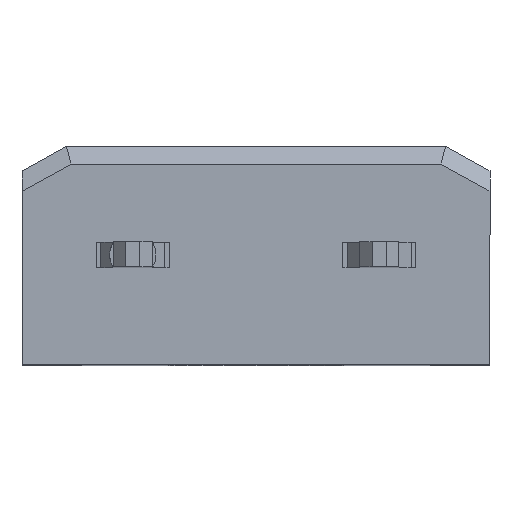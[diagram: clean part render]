
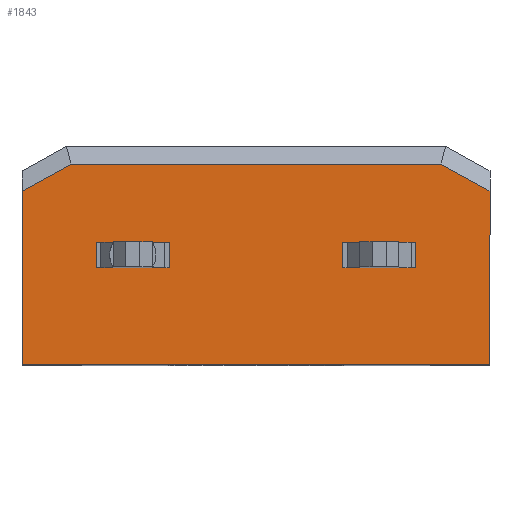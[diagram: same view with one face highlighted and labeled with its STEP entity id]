
A CAD part, top view. The second image highlights one B-rep face of the part: STEP entity #1843.
In plain terms, the highlighted planar face has unit normal (0, 0, 1).
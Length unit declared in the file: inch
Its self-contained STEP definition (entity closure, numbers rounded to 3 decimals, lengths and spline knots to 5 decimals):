
#23 = LINE ( 'NONE', #1759, #1669 ) ;
#37 = EDGE_CURVE ( 'NONE', #168, #3056, #1100, .T. ) ;
#38 = ORIENTED_EDGE ( 'NONE', *, *, #2949, .F. ) ;
#93 = LINE ( 'NONE', #3135, #1440 ) ;
#98 = CARTESIAN_POINT ( 'NONE',  ( -0.11616, 0.31037, 0.0425 ) ) ;
#99 = EDGE_CURVE ( 'NONE', #3056, #2823, #3275, .T. ) ;
#117 = LINE ( 'NONE', #3164, #1347 ) ;
#147 = FACE_BOUND ( 'NONE', #1155, .T. ) ;
#158 = CARTESIAN_POINT ( 'NONE',  ( -0.11575, 0.07835, 0.0425 ) ) ;
#159 = VECTOR ( 'NONE', #2385, 39.37008 ) ;
#166 = DIRECTION ( 'NONE',  ( 1., 0., 0. ) ) ;
#168 = VERTEX_POINT ( 'NONE', #923 ) ;
#188 = CARTESIAN_POINT ( 'NONE',  ( 0.15019, 0.16273, 0.0425 ) ) ;
#221 = VERTEX_POINT ( 'NONE', #158 ) ;
#270 = ORIENTED_EDGE ( 'NONE', *, *, #99, .T. ) ;
#316 = AXIS2_PLACEMENT_3D ( 'NONE', #387, #1405, #2957 ) ;
#365 = LINE ( 'NONE', #1606, #2889 ) ;
#387 = CARTESIAN_POINT ( 'NONE',  ( -0.19, 0.17717, 0.0425 ) ) ;
#582 = LINE ( 'NONE', #618, #2468 ) ;
#614 = EDGE_LOOP ( 'NONE', ( #38, #1783, #2784, #2763 ) ) ;
#616 = DIRECTION ( 'NONE',  ( 1., 0., 0. ) ) ;
#618 = CARTESIAN_POINT ( 'NONE',  ( 0.08425, 0.09882, 0.0425 ) ) ;
#639 = FACE_OUTER_BOUND ( 'NONE', #2916, .T. ) ;
#670 = CARTESIAN_POINT ( 'NONE',  ( 0.08425, 0.09882, 0.0425 ) ) ;
#704 = VECTOR ( 'NONE', #2862, 39.37008 ) ;
#814 = ORIENTED_EDGE ( 'NONE', *, *, #3092, .F. ) ;
#827 = EDGE_CURVE ( 'NONE', #1655, #2404, #365, .T. ) ;
#847 = EDGE_CURVE ( 'NONE', #168, #2404, #93, .T. ) ;
#923 = CARTESIAN_POINT ( 'NONE',  ( 0.19, 0.14066, 0.0425 ) ) ;
#943 = ORIENTED_EDGE ( 'NONE', *, *, #2892, .T. ) ;
#951 = VERTEX_POINT ( 'NONE', #2362 ) ;
#1013 = VERTEX_POINT ( 'NONE', #2426 ) ;
#1030 = VERTEX_POINT ( 'NONE', #2125 ) ;
#1100 = LINE ( 'NONE', #98, #2504 ) ;
#1123 = DIRECTION ( 'NONE',  ( 1., 0., 0. ) ) ;
#1127 = CARTESIAN_POINT ( 'NONE',  ( 0.08425, 0.07835, 0.0425 ) ) ;
#1147 = DIRECTION ( 'NONE',  ( -1., 0., 0. ) ) ;
#1155 = EDGE_LOOP ( 'NONE', ( #2173, #814, #1307, #1787 ) ) ;
#1200 = EDGE_CURVE ( 'NONE', #2749, #1030, #3292, .T. ) ;
#1236 = VERTEX_POINT ( 'NONE', #2031 ) ;
#1254 = CARTESIAN_POINT ( 'NONE',  ( -0.11575, 0.09882, 0.0425 ) ) ;
#1299 = VECTOR ( 'NONE', #2030, 39.37008 ) ;
#1307 = ORIENTED_EDGE ( 'NONE', *, *, #1549, .F. ) ;
#1308 = DIRECTION ( 'NONE',  ( 0., 1., 0. ) ) ;
#1347 = VECTOR ( 'NONE', #1906, 39.37008 ) ;
#1376 = VECTOR ( 'NONE', #1619, 39.37008 ) ;
#1378 = EDGE_CURVE ( 'NONE', #1236, #951, #3112, .T. ) ;
#1405 = DIRECTION ( 'NONE',  ( 0., 0., 1. ) ) ;
#1407 = CARTESIAN_POINT ( 'NONE',  ( -0.19, 0.16273, 0.0425 ) ) ;
#1437 = CARTESIAN_POINT ( 'NONE',  ( -0.11575, 0.07835, 0.0425 ) ) ;
#1440 = VECTOR ( 'NONE', #3151, 39.37008 ) ;
#1482 = LINE ( 'NONE', #1254, #3049 ) ;
#1549 = EDGE_CURVE ( 'NONE', #221, #2466, #2441, .T. ) ;
#1559 = CARTESIAN_POINT ( 'NONE',  ( -0.08425, 0.07835, 0.0425 ) ) ;
#1606 = CARTESIAN_POINT ( 'NONE',  ( -0.19, 0., 0.0425 ) ) ;
#1619 = DIRECTION ( 'NONE',  ( -1., 0., 0. ) ) ;
#1633 = DIRECTION ( 'NONE',  ( -0.875, 0.485, 0. ) ) ;
#1655 = VERTEX_POINT ( 'NONE', #3281 ) ;
#1662 = FACE_BOUND ( 'NONE', #614, .T. ) ;
#1669 = VECTOR ( 'NONE', #1308, 39.37008 ) ;
#1740 = CARTESIAN_POINT ( 'NONE',  ( 0.11575, 0.07835, 0.0425 ) ) ;
#1759 = CARTESIAN_POINT ( 'NONE',  ( -0.08425, 0.09882, 0.0425 ) ) ;
#1778 = CARTESIAN_POINT ( 'NONE',  ( 0.08425, 0.09882, 0.0425 ) ) ;
#1783 = ORIENTED_EDGE ( 'NONE', *, *, #1200, .F. ) ;
#1787 = ORIENTED_EDGE ( 'NONE', *, *, #3114, .F. ) ;
#1826 = VECTOR ( 'NONE', #1938, 39.37008 ) ;
#1843 = ADVANCED_FACE ( 'NONE', ( #639, #1662, #147 ), #2674, .T. ) ;
#1906 = DIRECTION ( 'NONE',  ( -0.875, -0.485, 0. ) ) ;
#1938 = DIRECTION ( 'NONE',  ( -1., 0., 0. ) ) ;
#2015 = CARTESIAN_POINT ( 'NONE',  ( 0.19, 0., 0.0425 ) ) ;
#2030 = DIRECTION ( 'NONE',  ( 0., -1., 0. ) ) ;
#2031 = CARTESIAN_POINT ( 'NONE',  ( -0.08425, 0.09882, 0.0425 ) ) ;
#2043 = CARTESIAN_POINT ( 'NONE',  ( -0.15019, 0.16273, 0.0425 ) ) ;
#2123 = CARTESIAN_POINT ( 'NONE',  ( -0.11575, 0.09882, 0.0425 ) ) ;
#2125 = CARTESIAN_POINT ( 'NONE',  ( 0.11575, 0.09882, 0.0425 ) ) ;
#2129 = CARTESIAN_POINT ( 'NONE',  ( 0.11575, 0.09882, 0.0425 ) ) ;
#2173 = ORIENTED_EDGE ( 'NONE', *, *, #1378, .F. ) ;
#2233 = VECTOR ( 'NONE', #166, 39.37008 ) ;
#2276 = ORIENTED_EDGE ( 'NONE', *, *, #37, .T. ) ;
#2279 = EDGE_CURVE ( 'NONE', #2823, #1013, #117, .T. ) ;
#2316 = DIRECTION ( 'NONE',  ( 0., -1., 0. ) ) ;
#2362 = CARTESIAN_POINT ( 'NONE',  ( -0.11575, 0.09882, 0.0425 ) ) ;
#2385 = DIRECTION ( 'NONE',  ( 0., 1., 0. ) ) ;
#2404 = VERTEX_POINT ( 'NONE', #2015 ) ;
#2426 = CARTESIAN_POINT ( 'NONE',  ( -0.19, 0.14066, 0.0425 ) ) ;
#2441 = LINE ( 'NONE', #1437, #2233 ) ;
#2466 = VERTEX_POINT ( 'NONE', #1559 ) ;
#2468 = VECTOR ( 'NONE', #1147, 39.37008 ) ;
#2504 = VECTOR ( 'NONE', #1633, 39.37008 ) ;
#2574 = ORIENTED_EDGE ( 'NONE', *, *, #847, .F. ) ;
#2658 = EDGE_CURVE ( 'NONE', #2853, #2749, #3140, .T. ) ;
#2674 = PLANE ( 'NONE',  #316 ) ;
#2697 = VERTEX_POINT ( 'NONE', #670 ) ;
#2749 = VERTEX_POINT ( 'NONE', #1740 ) ;
#2763 = ORIENTED_EDGE ( 'NONE', *, *, #3131, .F. ) ;
#2784 = ORIENTED_EDGE ( 'NONE', *, *, #2658, .F. ) ;
#2823 = VERTEX_POINT ( 'NONE', #2043 ) ;
#2826 = LINE ( 'NONE', #1778, #1299 ) ;
#2853 = VERTEX_POINT ( 'NONE', #3079 ) ;
#2862 = DIRECTION ( 'NONE',  ( 0., -1., 0. ) ) ;
#2883 = CARTESIAN_POINT ( 'NONE',  ( -0.19, 0.17717, 0.0425 ) ) ;
#2889 = VECTOR ( 'NONE', #1123, 39.37008 ) ;
#2892 = EDGE_CURVE ( 'NONE', #1013, #1655, #3128, .T. ) ;
#2916 = EDGE_LOOP ( 'NONE', ( #3137, #2574, #2276, #270, #3012, #943 ) ) ;
#2949 = EDGE_CURVE ( 'NONE', #1030, #2697, #582, .T. ) ;
#2957 = DIRECTION ( 'NONE',  ( 0., -1., 0. ) ) ;
#3012 = ORIENTED_EDGE ( 'NONE', *, *, #2279, .T. ) ;
#3049 = VECTOR ( 'NONE', #2316, 39.37008 ) ;
#3056 = VERTEX_POINT ( 'NONE', #188 ) ;
#3079 = CARTESIAN_POINT ( 'NONE',  ( 0.08425, 0.07835, 0.0425 ) ) ;
#3092 = EDGE_CURVE ( 'NONE', #2466, #1236, #23, .T. ) ;
#3112 = LINE ( 'NONE', #2123, #1376 ) ;
#3113 = VECTOR ( 'NONE', #616, 39.37008 ) ;
#3114 = EDGE_CURVE ( 'NONE', #951, #221, #1482, .T. ) ;
#3128 = LINE ( 'NONE', #2883, #704 ) ;
#3131 = EDGE_CURVE ( 'NONE', #2697, #2853, #2826, .T. ) ;
#3135 = CARTESIAN_POINT ( 'NONE',  ( 0.19, 0.17717, 0.0425 ) ) ;
#3137 = ORIENTED_EDGE ( 'NONE', *, *, #827, .T. ) ;
#3140 = LINE ( 'NONE', #1127, #3113 ) ;
#3151 = DIRECTION ( 'NONE',  ( 0., -1., 0. ) ) ;
#3164 = CARTESIAN_POINT ( 'NONE',  ( -0.17452, 0.14924, 0.0425 ) ) ;
#3275 = LINE ( 'NONE', #1407, #1826 ) ;
#3281 = CARTESIAN_POINT ( 'NONE',  ( -0.19, 0., 0.0425 ) ) ;
#3292 = LINE ( 'NONE', #2129, #159 ) ;
